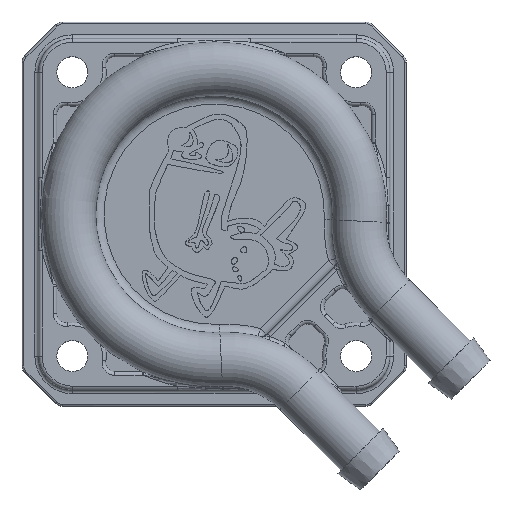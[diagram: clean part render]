
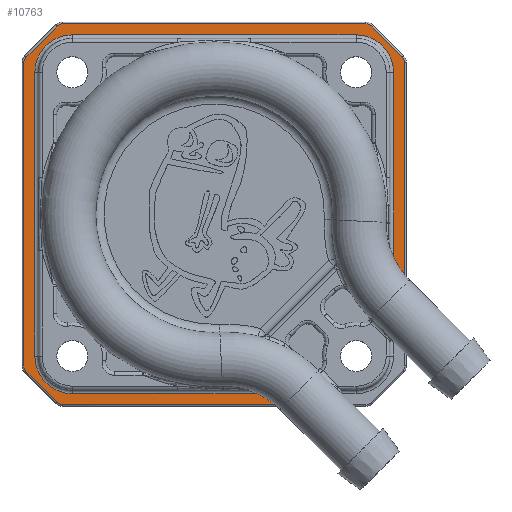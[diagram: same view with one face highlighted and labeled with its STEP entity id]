
A CAD part, top view. The second image highlights one B-rep face of the part: STEP entity #10763.
In plain terms, the highlighted planar face has unit normal (0, 0, 1).
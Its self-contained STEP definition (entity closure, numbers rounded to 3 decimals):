
#958=PLANE('',#11481);
#1286=FACE_OUTER_BOUND('',#1936,.T.);
#1936=EDGE_LOOP('',(#7412,#7413,#7414,#7415,#7416,#7417,#7418,#7419,#7420,
#7421,#7422,#7423,#7424,#7425,#7426,#7427,#7428,#7429,#7430,#7431,#7432,
#7433));
#2585=CIRCLE('',#11399,8.659);
#2600=CIRCLE('',#11420,8.659);
#2619=CIRCLE('',#11446,0.8);
#2623=CIRCLE('',#11452,0.8);
#2627=CIRCLE('',#11458,0.8);
#2631=CIRCLE('',#11464,0.8);
#2635=CIRCLE('',#11470,0.8);
#2639=CIRCLE('',#11476,0.8);
#2641=CIRCLE('',#11482,4.1);
#2642=CIRCLE('',#11483,4.1);
#2643=CIRCLE('',#11484,4.1);
#2915=LINE('',#16240,#3534);
#2918=LINE('',#16257,#3537);
#2920=LINE('',#16269,#3539);
#2922=LINE('',#16281,#3541);
#2924=LINE('',#16293,#3543);
#2926=LINE('',#16305,#3545);
#2928=LINE('',#16316,#3547);
#2931=LINE('',#16323,#3550);
#2932=LINE('',#16327,#3551);
#2933=LINE('',#16331,#3552);
#2934=LINE('',#16334,#3553);
#3534=VECTOR('',#12141,10.);
#3537=VECTOR('',#12160,10.);
#3539=VECTOR('',#12174,10.);
#3541=VECTOR('',#12188,10.);
#3543=VECTOR('',#12202,10.);
#3545=VECTOR('',#12216,10.);
#3547=VECTOR('',#12230,10.);
#3550=VECTOR('',#12239,10.);
#3551=VECTOR('',#12242,10.);
#3552=VECTOR('',#12245,10.);
#3553=VECTOR('',#12248,10.);
#4349=VERTEX_POINT('',#15586);
#4351=VERTEX_POINT('',#15598);
#4377=VERTEX_POINT('',#15815);
#4380=VERTEX_POINT('',#15820);
#4416=VERTEX_POINT('',#16239);
#4419=VERTEX_POINT('',#16247);
#4421=VERTEX_POINT('',#16253);
#4423=VERTEX_POINT('',#16259);
#4425=VERTEX_POINT('',#16265);
#4427=VERTEX_POINT('',#16271);
#4429=VERTEX_POINT('',#16277);
#4431=VERTEX_POINT('',#16283);
#4433=VERTEX_POINT('',#16289);
#4435=VERTEX_POINT('',#16295);
#4437=VERTEX_POINT('',#16301);
#4439=VERTEX_POINT('',#16307);
#4442=VERTEX_POINT('',#16322);
#4443=VERTEX_POINT('',#16324);
#4444=VERTEX_POINT('',#16326);
#4445=VERTEX_POINT('',#16328);
#4446=VERTEX_POINT('',#16330);
#4447=VERTEX_POINT('',#16332);
#5472=EDGE_CURVE('',#4351,#4349,#2585,.T.);
#5509=EDGE_CURVE('',#4380,#4377,#2600,.T.);
#5556=EDGE_CURVE('',#4377,#4416,#2915,.T.);
#5562=EDGE_CURVE('',#4416,#4419,#2619,.T.);
#5565=EDGE_CURVE('',#4419,#4421,#2918,.T.);
#5568=EDGE_CURVE('',#4421,#4423,#2623,.T.);
#5571=EDGE_CURVE('',#4423,#4425,#2920,.T.);
#5574=EDGE_CURVE('',#4425,#4427,#2627,.T.);
#5577=EDGE_CURVE('',#4427,#4429,#2922,.T.);
#5580=EDGE_CURVE('',#4429,#4431,#2631,.T.);
#5583=EDGE_CURVE('',#4431,#4433,#2924,.T.);
#5586=EDGE_CURVE('',#4433,#4435,#2635,.T.);
#5589=EDGE_CURVE('',#4435,#4437,#2926,.T.);
#5592=EDGE_CURVE('',#4437,#4439,#2639,.T.);
#5595=EDGE_CURVE('',#4439,#4351,#2928,.T.);
#5598=EDGE_CURVE('',#4442,#4380,#2931,.T.);
#5599=EDGE_CURVE('',#4443,#4442,#2641,.T.);
#5600=EDGE_CURVE('',#4444,#4443,#2932,.T.);
#5601=EDGE_CURVE('',#4445,#4444,#2642,.T.);
#5602=EDGE_CURVE('',#4446,#4445,#2933,.T.);
#5603=EDGE_CURVE('',#4447,#4446,#2643,.T.);
#5604=EDGE_CURVE('',#4349,#4447,#2934,.T.);
#7412=ORIENTED_EDGE('',*,*,#5472,.F.);
#7413=ORIENTED_EDGE('',*,*,#5595,.F.);
#7414=ORIENTED_EDGE('',*,*,#5592,.F.);
#7415=ORIENTED_EDGE('',*,*,#5589,.F.);
#7416=ORIENTED_EDGE('',*,*,#5586,.F.);
#7417=ORIENTED_EDGE('',*,*,#5583,.F.);
#7418=ORIENTED_EDGE('',*,*,#5580,.F.);
#7419=ORIENTED_EDGE('',*,*,#5577,.F.);
#7420=ORIENTED_EDGE('',*,*,#5574,.F.);
#7421=ORIENTED_EDGE('',*,*,#5571,.F.);
#7422=ORIENTED_EDGE('',*,*,#5568,.F.);
#7423=ORIENTED_EDGE('',*,*,#5565,.F.);
#7424=ORIENTED_EDGE('',*,*,#5562,.F.);
#7425=ORIENTED_EDGE('',*,*,#5556,.F.);
#7426=ORIENTED_EDGE('',*,*,#5509,.F.);
#7427=ORIENTED_EDGE('',*,*,#5598,.F.);
#7428=ORIENTED_EDGE('',*,*,#5599,.F.);
#7429=ORIENTED_EDGE('',*,*,#5600,.F.);
#7430=ORIENTED_EDGE('',*,*,#5601,.F.);
#7431=ORIENTED_EDGE('',*,*,#5602,.F.);
#7432=ORIENTED_EDGE('',*,*,#5603,.F.);
#7433=ORIENTED_EDGE('',*,*,#5604,.F.);
#10763=ADVANCED_FACE('',(#1286),#958,.T.);
#11399=AXIS2_PLACEMENT_3D('',#15600,#12051,#12052);
#11420=AXIS2_PLACEMENT_3D('',#15822,#12096,#12097);
#11446=AXIS2_PLACEMENT_3D('',#16251,#12153,#12154);
#11452=AXIS2_PLACEMENT_3D('',#16263,#12167,#12168);
#11458=AXIS2_PLACEMENT_3D('',#16275,#12181,#12182);
#11464=AXIS2_PLACEMENT_3D('',#16287,#12195,#12196);
#11470=AXIS2_PLACEMENT_3D('',#16299,#12209,#12210);
#11476=AXIS2_PLACEMENT_3D('',#16311,#12223,#12224);
#11481=AXIS2_PLACEMENT_3D('',#16321,#12237,#12238);
#11482=AXIS2_PLACEMENT_3D('',#16325,#12240,#12241);
#11483=AXIS2_PLACEMENT_3D('',#16329,#12243,#12244);
#11484=AXIS2_PLACEMENT_3D('',#16333,#12246,#12247);
#12051=DIRECTION('center_axis',(0.,0.,-1.));
#12052=DIRECTION('ref_axis',(-0.776,-0.63,0.));
#12096=DIRECTION('center_axis',(0.,0.,-1.));
#12097=DIRECTION('ref_axis',(0.63,0.776,0.));
#12141=DIRECTION('',(-1.,0.,0.));
#12153=DIRECTION('center_axis',(0.,0.,-1.));
#12154=DIRECTION('ref_axis',(-0.383,-0.924,0.));
#12160=DIRECTION('',(-0.707,0.707,0.));
#12167=DIRECTION('center_axis',(0.,0.,-1.));
#12168=DIRECTION('ref_axis',(-0.924,-0.383,0.));
#12174=DIRECTION('',(0.,1.,0.));
#12181=DIRECTION('center_axis',(0.,0.,-1.));
#12182=DIRECTION('ref_axis',(-0.924,0.383,0.));
#12188=DIRECTION('',(0.707,0.707,0.));
#12195=DIRECTION('center_axis',(0.,0.,-1.));
#12196=DIRECTION('ref_axis',(-0.383,0.924,0.));
#12202=DIRECTION('',(1.,0.,0.));
#12209=DIRECTION('center_axis',(0.,0.,-1.));
#12210=DIRECTION('ref_axis',(0.383,0.924,0.));
#12216=DIRECTION('',(0.707,-0.707,0.));
#12223=DIRECTION('center_axis',(0.,0.,-1.));
#12224=DIRECTION('ref_axis',(0.924,0.383,0.));
#12230=DIRECTION('',(0.,-1.,0.));
#12237=DIRECTION('center_axis',(0.,0.,1.));
#12238=DIRECTION('ref_axis',(1.,0.,0.));
#12239=DIRECTION('',(1.,0.,0.));
#12240=DIRECTION('center_axis',(0.,0.,1.));
#12241=DIRECTION('ref_axis',(-0.707,-0.707,0.));
#12242=DIRECTION('',(0.,-1.,0.));
#12243=DIRECTION('center_axis',(0.,0.,1.));
#12244=DIRECTION('ref_axis',(-0.707,0.707,0.));
#12245=DIRECTION('',(-1.,0.,0.));
#12246=DIRECTION('center_axis',(0.,0.,1.));
#12247=DIRECTION('ref_axis',(0.707,0.707,0.));
#12248=DIRECTION('',(0.,1.,0.));
#15586=CARTESIAN_POINT('',(19.6,-5.468,1.));
#15598=CARTESIAN_POINT('',(20.8,-7.146,1.));
#15600=CARTESIAN_POINT('Origin',(27.194,-1.307,1.));
#15815=CARTESIAN_POINT('',(7.146,-20.8,1.));
#15820=CARTESIAN_POINT('',(5.468,-19.6,1.));
#15822=CARTESIAN_POINT('Origin',(1.307,-27.194,1.));
#16239=CARTESIAN_POINT('',(-16.586,-20.8,1.));
#16240=CARTESIAN_POINT('',(-8.5,-20.8,1.));
#16247=CARTESIAN_POINT('',(-17.151,-20.566,1.));
#16251=CARTESIAN_POINT('Origin',(-16.586,-20.,1.));
#16253=CARTESIAN_POINT('',(-20.566,-17.151,1.));
#16257=CARTESIAN_POINT('',(-19.859,-17.859,1.));
#16259=CARTESIAN_POINT('',(-20.8,-16.586,1.));
#16263=CARTESIAN_POINT('Origin',(-20.,-16.586,1.));
#16265=CARTESIAN_POINT('',(-20.8,16.586,1.));
#16269=CARTESIAN_POINT('',(-20.8,8.5,1.));
#16271=CARTESIAN_POINT('',(-20.566,17.151,1.));
#16275=CARTESIAN_POINT('Origin',(-20.,16.586,1.));
#16277=CARTESIAN_POINT('',(-17.151,20.566,1.));
#16281=CARTESIAN_POINT('',(-17.859,19.859,1.));
#16283=CARTESIAN_POINT('',(-16.586,20.8,1.));
#16287=CARTESIAN_POINT('Origin',(-16.586,20.,1.));
#16289=CARTESIAN_POINT('',(16.586,20.8,1.));
#16293=CARTESIAN_POINT('',(8.5,20.8,1.));
#16295=CARTESIAN_POINT('',(17.151,20.566,1.));
#16299=CARTESIAN_POINT('Origin',(16.586,20.,1.));
#16301=CARTESIAN_POINT('',(20.566,17.151,1.));
#16305=CARTESIAN_POINT('',(19.859,17.859,1.));
#16307=CARTESIAN_POINT('',(20.8,16.586,1.));
#16311=CARTESIAN_POINT('Origin',(20.,16.586,1.));
#16316=CARTESIAN_POINT('',(20.8,-8.5,1.));
#16321=CARTESIAN_POINT('Origin',(0.,0.,
1.));
#16322=CARTESIAN_POINT('',(-15.5,-19.6,1.));
#16323=CARTESIAN_POINT('',(-7.75,-19.6,1.));
#16324=CARTESIAN_POINT('',(-19.6,-15.5,1.));
#16325=CARTESIAN_POINT('Origin',(-15.5,-15.5,1.));
#16326=CARTESIAN_POINT('',(-19.6,15.5,1.));
#16327=CARTESIAN_POINT('',(-19.6,7.75,1.));
#16328=CARTESIAN_POINT('',(-15.5,19.6,1.));
#16329=CARTESIAN_POINT('Origin',(-15.5,15.5,1.));
#16330=CARTESIAN_POINT('',(15.5,19.6,1.));
#16331=CARTESIAN_POINT('',(7.75,19.6,1.));
#16332=CARTESIAN_POINT('',(19.6,15.5,1.));
#16333=CARTESIAN_POINT('Origin',(15.5,15.5,1.));
#16334=CARTESIAN_POINT('',(19.6,-7.75,1.));
